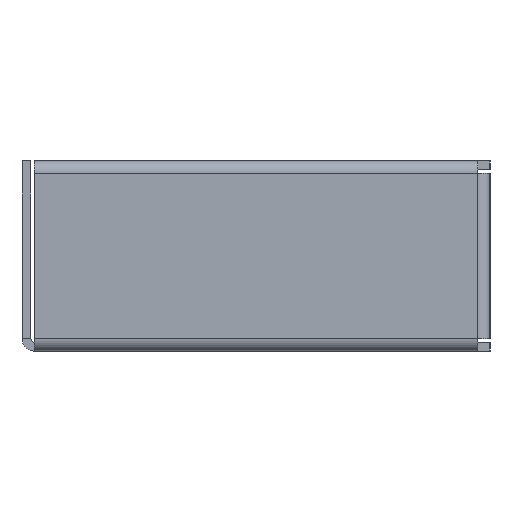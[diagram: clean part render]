
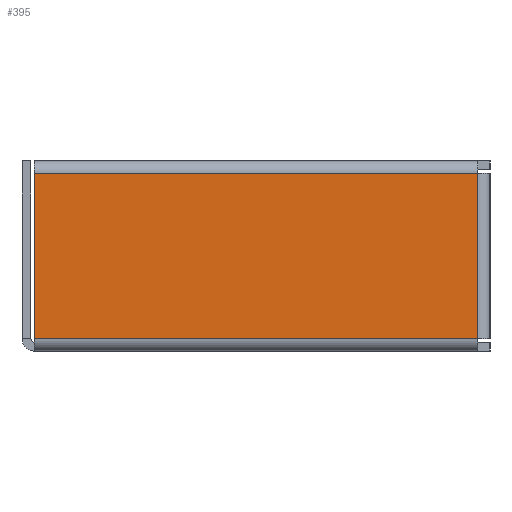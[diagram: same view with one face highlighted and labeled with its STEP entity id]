
A CAD part, left-side view. The second image highlights one B-rep face of the part: STEP entity #395.
In plain terms, the highlighted planar face has unit normal (-1, 0, 0).
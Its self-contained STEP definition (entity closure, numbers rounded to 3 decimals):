
#72 = VERTEX_POINT('',#73);
#73 = CARTESIAN_POINT('',(-218.662,-48.038,2.762));
#245 = VERTEX_POINT('',#246);
#246 = CARTESIAN_POINT('',(-218.662,-48.038,39.688));
#253 = EDGE_CURVE('',#72,#245,#254,.T.);
#254 = LINE('',#255,#256);
#255 = CARTESIAN_POINT('',(-218.662,-48.038,2.762));
#256 = VECTOR('',#257,1.);
#257 = DIRECTION('',(0.,0.,1.));
#395 = ADVANCED_FACE('',(#396),#421,.T.);
#396 = FACE_BOUND('',#397,.T.);
#397 = EDGE_LOOP('',(#398,#406,#407,#415));
#398 = ORIENTED_EDGE('',*,*,#399,.F.);
#399 = EDGE_CURVE('',#72,#400,#402,.T.);
#400 = VERTEX_POINT('',#401);
#401 = CARTESIAN_POINT('',(-218.662,50.8,2.762));
#402 = LINE('',#403,#404);
#403 = CARTESIAN_POINT('',(-218.662,-50.8,2.762));
#404 = VECTOR('',#405,1.);
#405 = DIRECTION('',(0.,1.,0.));
#406 = ORIENTED_EDGE('',*,*,#253,.T.);
#407 = ORIENTED_EDGE('',*,*,#408,.T.);
#408 = EDGE_CURVE('',#245,#409,#411,.T.);
#409 = VERTEX_POINT('',#410);
#410 = CARTESIAN_POINT('',(-218.662,50.8,39.688));
#411 = LINE('',#412,#413);
#412 = CARTESIAN_POINT('',(-218.662,-50.8,39.688));
#413 = VECTOR('',#414,1.);
#414 = DIRECTION('',(0.,1.,0.));
#415 = ORIENTED_EDGE('',*,*,#416,.T.);
#416 = EDGE_CURVE('',#409,#400,#417,.T.);
#417 = LINE('',#418,#419);
#418 = CARTESIAN_POINT('',(-218.662,50.8,39.688));
#419 = VECTOR('',#420,1.);
#420 = DIRECTION('',(0.,0.,-1.));
#421 = PLANE('',#422);
#422 = AXIS2_PLACEMENT_3D('',#423,#424,#425);
#423 = CARTESIAN_POINT('',(-218.662,0.,21.225));
#424 = DIRECTION('',(-1.,-0.,0.));
#425 = DIRECTION('',(0.,0.,1.));
